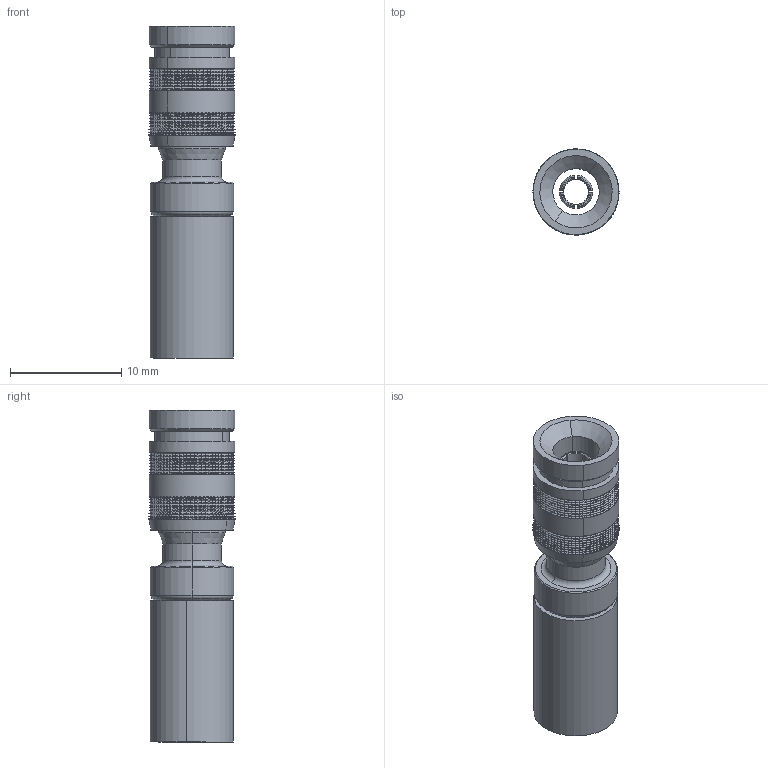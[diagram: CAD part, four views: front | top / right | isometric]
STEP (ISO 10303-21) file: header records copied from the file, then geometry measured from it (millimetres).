
FILE_DESCRIPTION (( 'STEP AP214' ), '1' );
FILE_NAME ('52-005-B6-FB.STEP', '2024-07-31T13:10:29', ( '' ), ( '' ), 'SwSTEP 2.0', 'SolidWorks 2023', '' );
FILE_SCHEMA (( 'AUTOMOTIVE_DESIGN' ));
Products named in the file (1): 52-005-B6-FB
Bounding box: 7.75 x 7.75 x 29.86 mm (x, y, z)
Surface area: 1391.6 mm2 (no closed solid volume)
Topology: 0 solids, 4 shells, 2968 faces, 8566 edges, 5562 vertices
Faces by surface type: plane 2704, cone 230, cylinder 26, torus 8
Entity records: 101026 total; most frequent: CARTESIAN_POINT 31093, ORIENTED_EDGE 16655, DIRECTION 11660, EDGE_CURVE 8566, VERTEX_POINT 5562, AXIS2_PLACEMENT_3D 4785, B_SPLINE_CURVE_WITH_KNOTS 4660, EDGE_LOOP 3047
